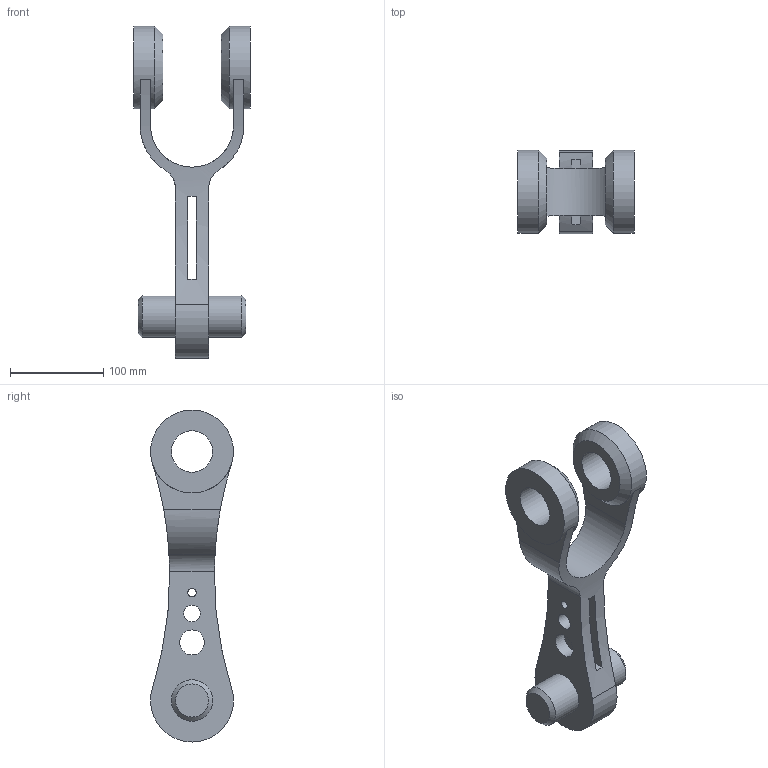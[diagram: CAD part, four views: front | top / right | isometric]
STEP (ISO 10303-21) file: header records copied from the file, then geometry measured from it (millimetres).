
FILE_DESCRIPTION(/* description */ (''),/* implementation_level */ '2;1');
FILE_NAME(/* name */ 'lower_arm.stp',/* time_stamp */ '2019-08-09T11:20:37-04:00',/* author */ ('thowison'),/* organization */ (''),/* preprocessor_version */ 'ST-DEVELOPER v17',/* originating_system */ 'Autodesk Inventor 2018',/* authorisation */ '');
FILE_SCHEMA (('AUTOMOTIVE_DESIGN { 1 0 10303 214 3 1 1 }'));
Length unit declared in the file: inch
Products named in the file (1): lower arm scaled
Bounding box: 124.46 x 88.9 x 355.6 mm (x, y, z)
Volume: 889927.1 mm3; surface area: 126894.6 mm2
Topology: 1 solids, 1 shells, 40 faces, 125 edges, 91 vertices
Faces by surface type: cylinder 20, plane 16, cone 4
Full cylindrical faces by diameter (mm): 8.89 x2, 17.78 x2, 26.67 x2, 44.45 x4, 88.9 x2
Entity records: 1740 total; most frequent: CARTESIAN_POINT 423, DIRECTION 274, ORIENTED_EDGE 250, EDGE_CURVE 125, AXIS2_PLACEMENT_3D 118, VERTEX_POINT 91, CIRCLE 77, EDGE_LOOP 62
